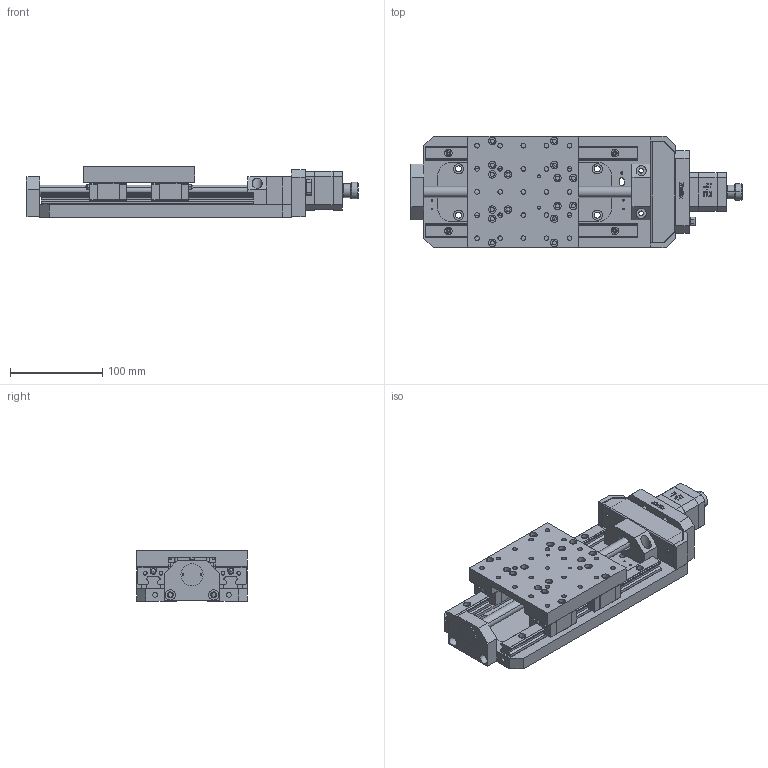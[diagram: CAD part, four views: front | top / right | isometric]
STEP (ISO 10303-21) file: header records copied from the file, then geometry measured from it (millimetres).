
FILE_DESCRIPTION (( 'STEP AP203' ), '1' );
FILE_NAME ('TSA100-B.step', '2019-05-06T08:38:47', ( '' ), ( '' ), 'SwSTEP 2.0', 'SolidWorks 2017', '' );
FILE_SCHEMA (( 'CONFIG_CONTROL_DESIGN' ));
Length unit declared in the file: millimetre
Products named in the file (1): TSA100-B
Bounding box: 359 x 120 x 55 mm (x, y, z)
Surface area: 208997.5 mm2 (no closed solid volume)
Topology: 0 solids, 35 shells, 646 faces, 2539 edges, 1931 vertices
Faces by surface type: plane 317, cylinder 313, cone 6, torus 5, bspline 5
Entity records: 27606 total; most frequent: CARTESIAN_POINT 5784, DIRECTION 4662, ORIENTED_EDGE 3864, EDGE_CURVE 2539, VERTEX_POINT 1931, VECTOR 1620, LINE 1620, AXIS2_PLACEMENT_3D 1521
